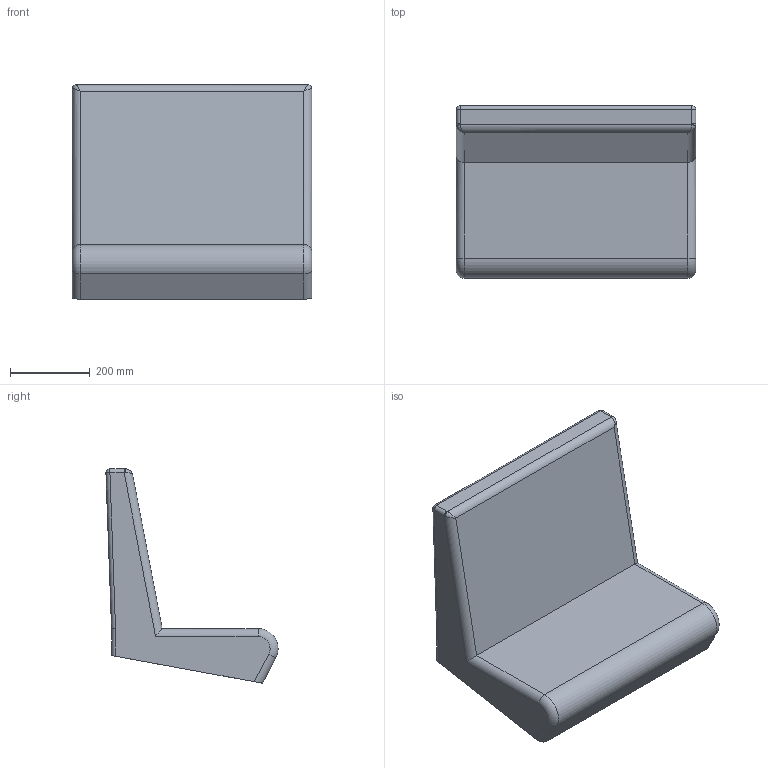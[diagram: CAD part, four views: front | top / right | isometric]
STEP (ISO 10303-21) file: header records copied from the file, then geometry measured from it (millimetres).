
FILE_DESCRIPTION(/* description */ (''),/* implementation_level */ '2;1');
FILE_NAME(/* name */ 'Seat.step',/* time_stamp */ '2025-05-27T21:05:22-04:00',/* author */ (''),/* organization */ (''),/* preprocessor_version */ 'ST-DEVELOPER v20.1',/* originating_system */ 'Autodesk Translation Framework v14.10.0.0',/* authorisation */ '');
FILE_SCHEMA (('AUTOMOTIVE_DESIGN { 1 0 10303 214 3 1 1 }'));
Length unit declared in the file: millimetre
Products named in the file (1): Seat
Bounding box: 600 x 430.99 x 536.7 mm (x, y, z)
Volume: 47471585.9 mm3; surface area: 1193641.6 mm2
Topology: 1 solids, 1 shells, 34 faces, 75 edges, 42 vertices
Faces by surface type: cylinder 16, plane 10, bspline 4, sphere 2, torus 2
Full cylindrical faces by diameter (mm): 100 x1
Entity records: 1068 total; most frequent: CARTESIAN_POINT 284, DIRECTION 171, ORIENTED_EDGE 146, EDGE_CURVE 73, AXIS2_PLACEMENT_3D 67, VERTEX_POINT 42, LINE 37, VECTOR 37
